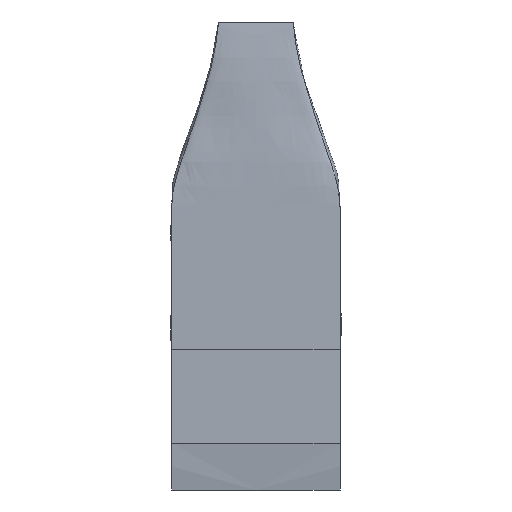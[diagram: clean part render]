
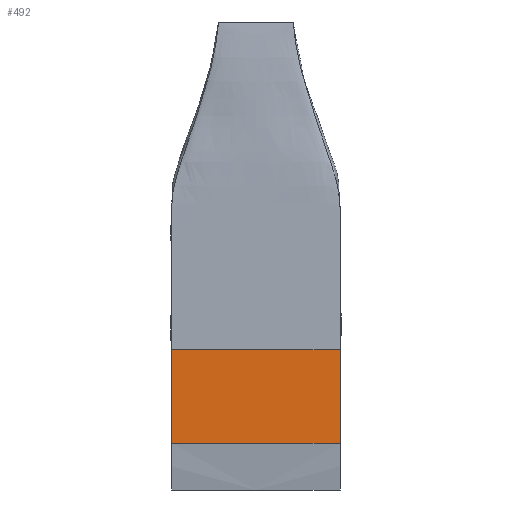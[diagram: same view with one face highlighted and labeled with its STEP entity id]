
A CAD part, top view. The second image highlights one B-rep face of the part: STEP entity #492.
In plain terms, the highlighted planar face has unit normal (0, 0, 1).
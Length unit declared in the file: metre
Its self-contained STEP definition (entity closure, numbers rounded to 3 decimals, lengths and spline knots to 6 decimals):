
#33=LINE('',#8276,#58);
#47=LINE('',#11438,#72);
#48=LINE('',#11450,#73);
#49=LINE('',#11452,#74);
#58=VECTOR('',#528,0.01);
#72=VECTOR('',#552,0.01);
#73=VECTOR('',#555,0.01);
#74=VECTOR('',#558,0.01);
#83=PLANE('',#515);
#108=FACE_OUTER_BOUND('',#134,.T.);
#134=EDGE_LOOP('',(#452,#453,#454,#455));
#196=VERTEX_POINT('',#2137);
#207=VERTEX_POINT('',#8275);
#229=VERTEX_POINT('',#11414);
#230=VERTEX_POINT('',#11437);
#263=EDGE_CURVE('',#196,#207,#33,.T.);
#302=EDGE_CURVE('',#230,#229,#47,.T.);
#304=EDGE_CURVE('',#230,#196,#48,.T.);
#305=EDGE_CURVE('',#229,#207,#49,.T.);
#452=ORIENTED_EDGE('',*,*,#302,.T.);
#453=ORIENTED_EDGE('',*,*,#305,.T.);
#454=ORIENTED_EDGE('',*,*,#263,.F.);
#455=ORIENTED_EDGE('',*,*,#304,.F.);
#492=ADVANCED_FACE('',(#108),#83,.T.);
#515=AXIS2_PLACEMENT_3D('',#11453,#559,#560);
#528=DIRECTION('',(1.,0.,0.));
#552=DIRECTION('',(1.,0.,0.));
#555=DIRECTION('',(0.,1.,0.));
#558=DIRECTION('',(0.,1.,0.));
#559=DIRECTION('center_axis',(0.,0.,1.));
#560=DIRECTION('ref_axis',(1.,0.,0.));
#2137=CARTESIAN_POINT('',(-0.9,-3.5,0.55));
#8275=CARTESIAN_POINT('',(0.9,-3.5,0.55));
#8276=CARTESIAN_POINT('',(-0.9,-3.5,0.55));
#11414=CARTESIAN_POINT('',(0.9,-4.5,0.55));
#11437=CARTESIAN_POINT('',(-0.9,-4.5,0.55));
#11438=CARTESIAN_POINT('',(-0.9,-4.5,0.55));
#11450=CARTESIAN_POINT('',(-0.9,-5.,0.55));
#11452=CARTESIAN_POINT('',(0.9,-5.,0.55));
#11453=CARTESIAN_POINT('Origin',(-0.9,-5.,0.55));
